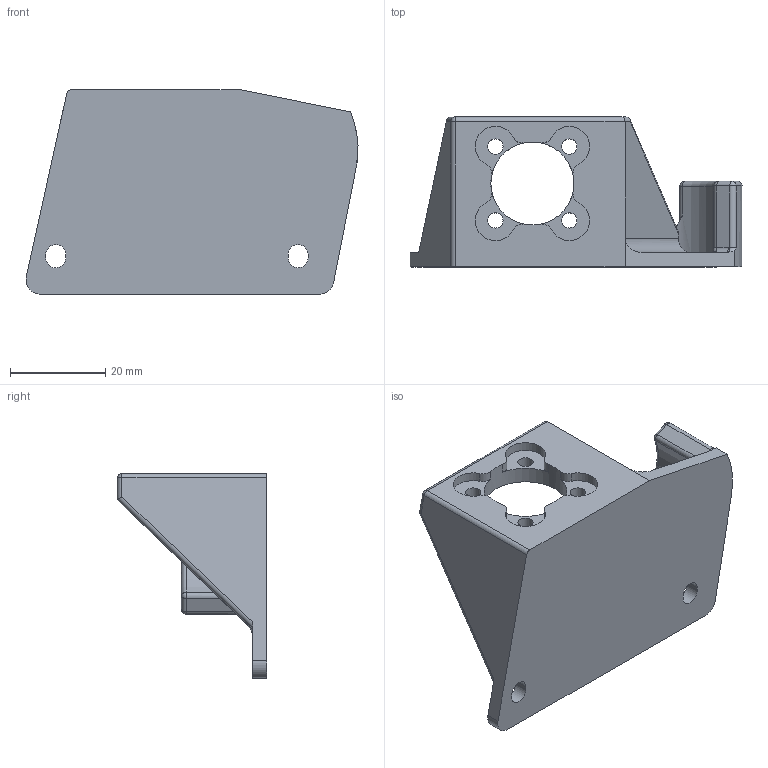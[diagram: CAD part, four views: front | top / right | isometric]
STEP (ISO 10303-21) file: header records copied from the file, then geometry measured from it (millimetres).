
FILE_DESCRIPTION(/* description */ (''),/* implementation_level */ '2;1');
FILE_NAME(/* name */ 'Belted-Z stepper mount - type B v17.step',/* time_stamp */ '2022-07-16T06:59:30+08:00',/* author */ (''),/* organization */ (''),/* preprocessor_version */ 'ST-DEVELOPER v19',/* originating_system */ 'Autodesk Translation Framework v11.7.0.108',/* authorisation */ '');
FILE_SCHEMA (('AUTOMOTIVE_DESIGN { 1 0 10303 214 3 1 1 }'));
Length unit declared in the file: millimetre
Products named in the file (1): Belted-Z stepper mount - type B
Bounding box: 69.87 x 31.5 x 43 mm (x, y, z)
Volume: 19013.9 mm3; surface area: 10574.1 mm2
Topology: 1 solids, 1 shells, 86 faces, 226 edges, 142 vertices
Faces by surface type: cylinder 47, plane 26, bspline 5, sphere 5, torus 3
Full cylindrical faces by diameter (mm): 3.2 x4, 17.5 x1
Entity records: 3006 total; most frequent: CARTESIAN_POINT 772, DIRECTION 485, ORIENTED_EDGE 452, EDGE_CURVE 226, AXIS2_PLACEMENT_3D 191, VERTEX_POINT 142, LINE 103, VECTOR 103
